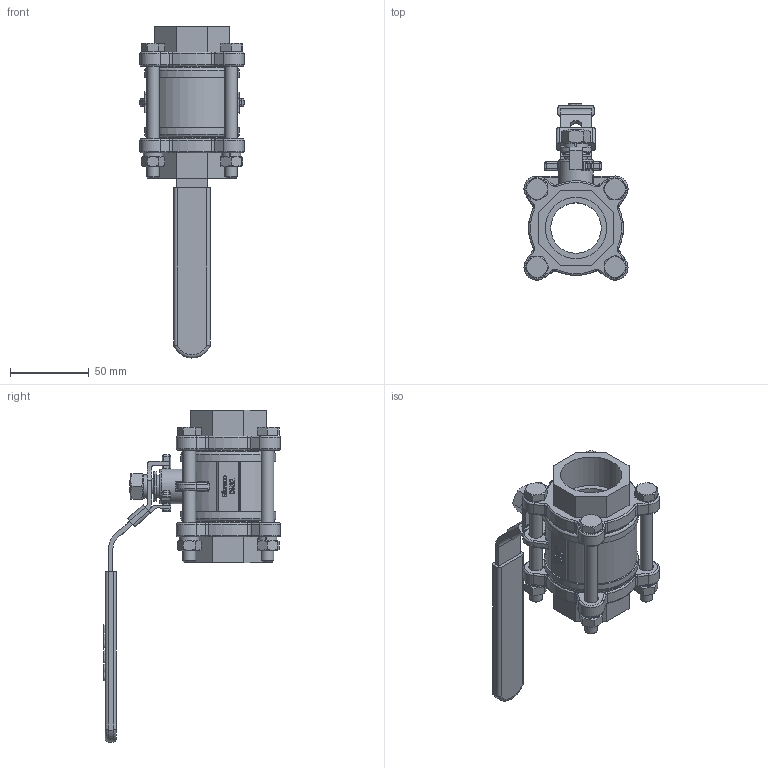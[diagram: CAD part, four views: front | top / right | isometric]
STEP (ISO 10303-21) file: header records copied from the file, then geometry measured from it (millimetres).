
FILE_DESCRIPTION(/* description */ ('790007'),/* implementation_level */ '2;1');
FILE_NAME(/* name */ '790007.stp',/* time_stamp */ '2019-10-01T13:44:54+02:00',/* author */ ('jmorand'),/* organization */ ('Sferaco'),/* preprocessor_version */ 'ST-DEVELOPER v18',/* originating_system */ 'Autodesk Inventor 2020',/* authorisation */ '');
FILE_SCHEMA (('AUTOMOTIVE_DESIGN { 1 0 10303 214 3 1 1 }'));
Length unit declared in the file: millimetre
Products named in the file (1): 790007C_ens_Shrinkwrap_1
Bounding box: 65.99 x 112 x 210.5 mm (x, y, z)
Volume: 209859.8 mm3; surface area: 86702.5 mm2
Topology: 22 solids, 22 shells, 1178 faces, 2978 edges, 1895 vertices
Faces by surface type: plane 483, bspline 318, cylinder 216, torus 95, cone 50, sphere 16
Full cylindrical faces by diameter (mm): 6.647 x4, 7.5 x1, 8 x4, 8.376 x1, 9 x10, 10 x2, 13 x4, 14 x2, 22 x1, 32 x3, 38.952 x2, 58 x2, 60 x2
Entity records: 39673 total; most frequent: CARTESIAN_POINT 12063, ORIENTED_EDGE 5944, DIRECTION 4645, EDGE_CURVE 2972, VERTEX_POINT 1895, AXIS2_PLACEMENT_3D 1581, LINE 1483, VECTOR 1483
